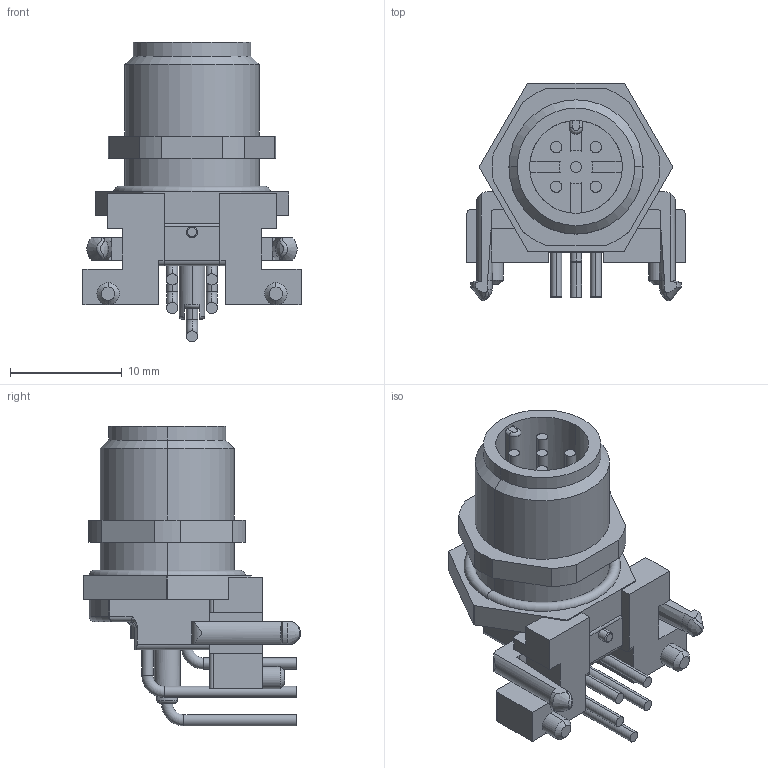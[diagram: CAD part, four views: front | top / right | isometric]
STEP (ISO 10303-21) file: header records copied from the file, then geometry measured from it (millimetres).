
FILE_DESCRIPTION((''),'2;1');
FILE_NAME('C-4-2172062-2','2016-01-22T',('workeradm'),('Tyco Electronics Ltd.'),'CREO PARAMETRIC BY PTC INC, 2015200','CREO PARAMETRIC BY PTC INC, 2015200','');
FILE_SCHEMA(('AUTOMOTIVE_DESIGN { 1 0 10303 214 1 1 1 1 }'));
Length unit declared in the file: millimetre
Products named in the file (1): C-4-2172062-2
Bounding box: 19.5 x 19.44 x 26.81 mm (x, y, z)
Volume: 2474.7 mm3; surface area: 2536.2 mm2
Topology: 5 solids, 5 shells, 256 faces, 646 edges, 412 vertices
Faces by surface type: plane 109, cylinder 100, torus 22, cone 16, bspline 7, extrusion 2
Entity records: 8556 total; most frequent: CARTESIAN_POINT 2325, DIRECTION 1309, ORIENTED_EDGE 1292, EDGE_CURVE 646, AXIS2_PLACEMENT_3D 484, VERTEX_POINT 412, VECTOR 341, LINE 339
